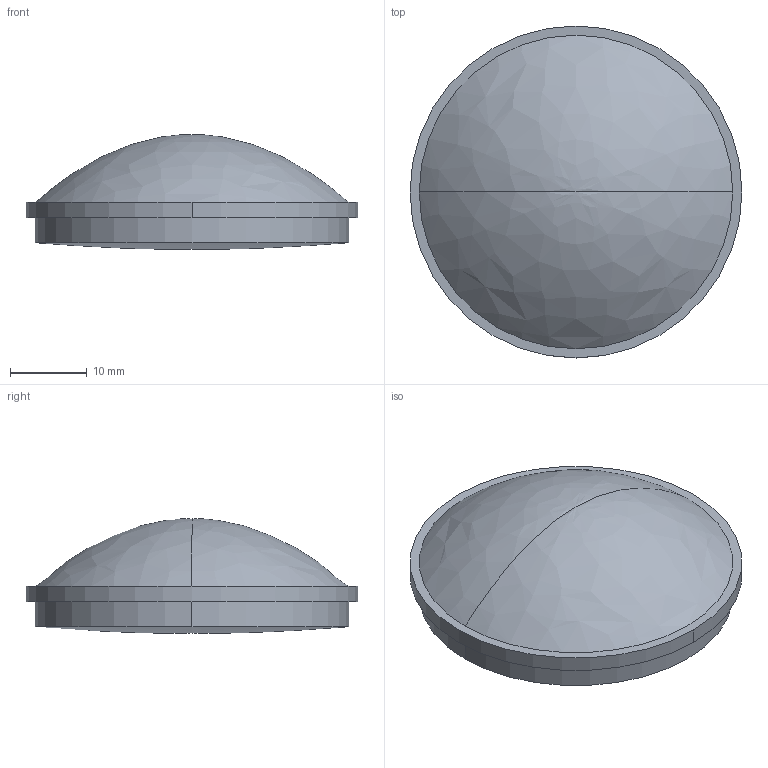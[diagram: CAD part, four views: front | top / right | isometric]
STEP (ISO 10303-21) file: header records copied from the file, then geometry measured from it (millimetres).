
FILE_DESCRIPTION (( 'STEP AP214' ), '1' );
FILE_NAME ('730-000005-DK2,10-100FOV_131124-130701.STEP', '2013-11-27T21:51:26', ( 'KCHIN' ), ( '' ), 'SwSTEP 2.0', 'SolidWorks 2013', '' );
FILE_SCHEMA (( 'AUTOMOTIVE_DESIGN' ));
Length unit declared in the file: millimetre
Products named in the file (1): 730-000005-DK2,10-100FOV_131124-130701
Bounding box: 43.31 x 43.31 x 15 mm (x, y, z)
Volume: 13661.2 mm3; surface area: 3865.4 mm2
Topology: 1 solids, 1 shells, 10 faces, 22 edges, 12 vertices
Faces by surface type: bspline 4, cylinder 4, plane 2
Entity records: 444 total; most frequent: CARTESIAN_POINT 113, DIRECTION 38, ORIENTED_EDGE 36, EDGE_CURVE 18, AXIS2_PLACEMENT_3D 17, UNCERTAINTY_MEASURE_WITH_UNIT 13, STYLED_ITEM 12, FILL_AREA_STYLE 12
